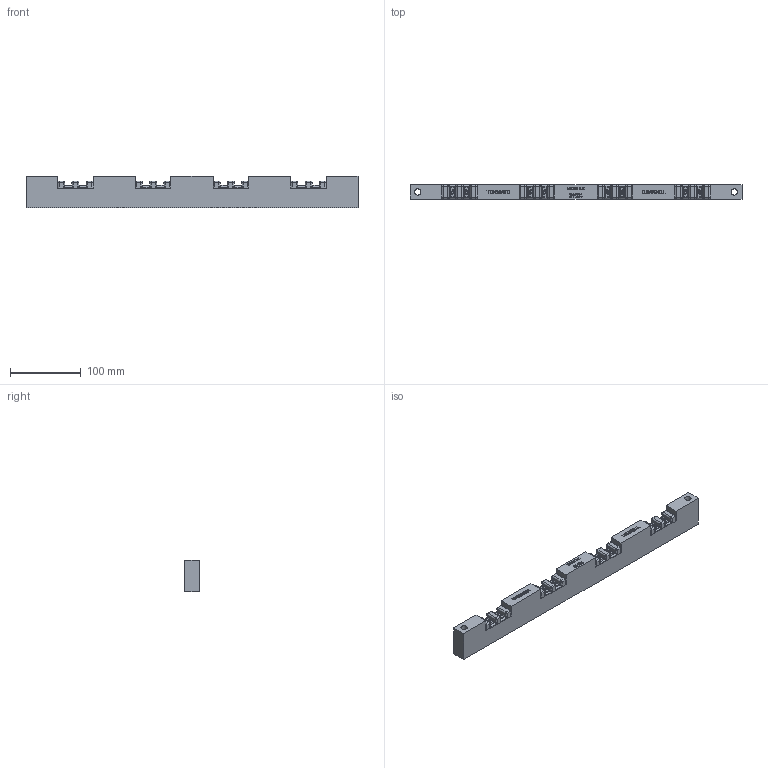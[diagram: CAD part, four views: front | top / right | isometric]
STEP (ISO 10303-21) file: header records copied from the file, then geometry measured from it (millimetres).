
FILE_DESCRIPTION(/* description */ (''),/* implementation_level */ '2;1');
FILE_NAME(/* name */ '31104-2.step',/* time_stamp */ '2023-01-12T16:18:27Z',/* author */ (''),/* organization */ (''),/* preprocessor_version */ 'ST-DEVELOPER v19.2',/* originating_system */ 'Autodesk Translation Framework v11.17.0.187',/* authorisation */ '');
FILE_SCHEMA (('AUTOMOTIVE_DESIGN { 1 0 10303 214 3 1 1 }'));
Length unit declared in the file: millimetre
Products named in the file (3): Web drawing; 31104; Insert 2 Bar
Assembly tree (5 placements, depth 2):
  Web drawing
    31104
    Insert 2 Bar  x4
Bounding box: 470 x 20 x 45 mm (x, y, z)
Volume: 374891.3 mm3; surface area: 77483.9 mm2
Topology: 5 solids, 5 shells, 2132 faces, 5493 edges, 3486 vertices
Faces by surface type: plane 1192, bspline 530, cylinder 258, sphere 80, torus 48, cone 24
Full cylindrical faces by diameter (mm): 9 x2
Entity records: 28639 total; most frequent: CARTESIAN_POINT 8098, ORIENTED_EDGE 4646, DIRECTION 3407, EDGE_CURVE 2323, LINE 1697, VECTOR 1697, VERTEX_POINT 1506, EDGE_LOOP 957
